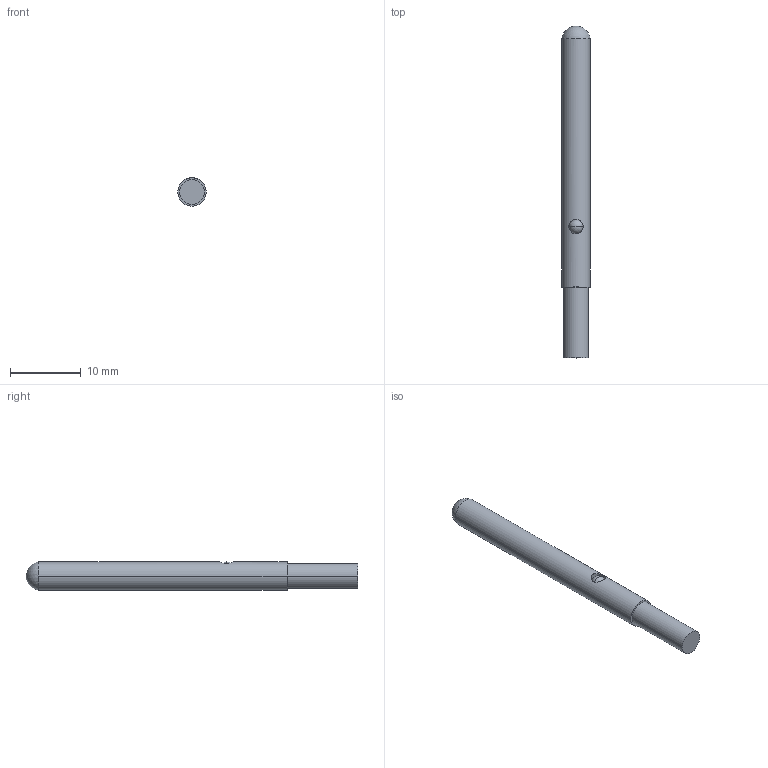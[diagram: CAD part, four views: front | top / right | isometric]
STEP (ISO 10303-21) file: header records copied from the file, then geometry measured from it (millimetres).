
FILE_DESCRIPTION((''),'2;1');
FILE_NAME('LTK-1040-303-506','2012-01-25T',('dhelisch'),(''),'PRO/ENGINEER BY PARAMETRIC TECHNOLOGY CORPORATION, 2007250','PRO/ENGINEER BY PARAMETRIC TECHNOLOGY CORPORATION, 2007250','');
FILE_SCHEMA(('CONFIG_CONTROL_DESIGN'));
Length unit declared in the file: millimetre
Products named in the file (1): LTK-1040-303-506
Bounding box: 4 x 46.79 x 4 mm (x, y, z)
Volume: 549.4 mm3; surface area: 593.6 mm2
Topology: 1 solids, 1 shells, 12 faces, 24 edges, 15 vertices
Faces by surface type: cylinder 6, plane 3, sphere 3
Entity records: 536 total; most frequent: CARTESIAN_POINT 76, DIRECTION 58, ORIENTED_EDGE 44, COLOUR_RGB 31, PRESENTATION_STYLE_ASSIGNMENT 28, AXIS2_PLACEMENT_3D 26, STYLED_ITEM 23, CURVE_STYLE 22
